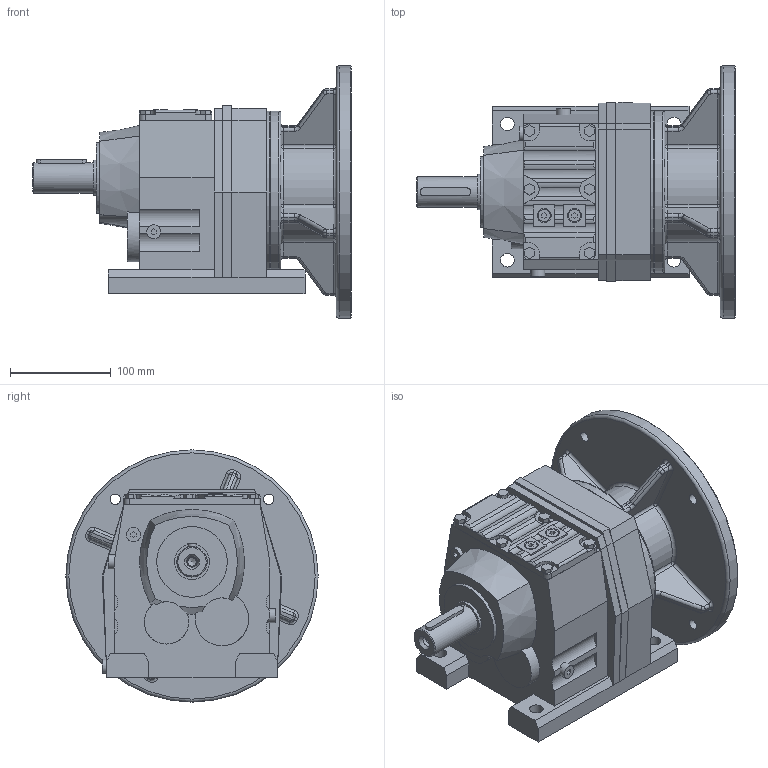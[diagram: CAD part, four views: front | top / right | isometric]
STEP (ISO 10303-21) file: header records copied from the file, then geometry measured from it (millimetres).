
FILE_DESCRIPTION(('STEP AP203'), '1');
FILE_NAME('凎劌膷闉 R47', '', ('UNSPECIFIED'), ('UNSPECIFIED'), 'ASCON STEP Converter 1.3', 'ASCON Math Kernel', '');
FILE_SCHEMA(('CONFIG_CONTROL_DESIGN'));
Length unit declared in the file: millimetre
Products named in the file (11): 1; 2; 3; 4; 5; 6; 7; 8; 9
Assembly tree (10 placements, depth 2):
  (unnamed)
    1
    2
    3
    4
    5
    6
    7
    8
    9
    (unnamed)
Bounding box: 316 x 250 x 250 mm (x, y, z)
Volume: 4981609.9 mm3; surface area: 411101.1 mm2
Topology: 10 solids, 10 shells, 547 faces, 1296 edges, 796 vertices
Faces by surface type: plane 296, cylinder 166, torus 43, cone 26, bspline 16
Full cylindrical faces by diameter (mm): 6 x2, 8 x4, 8.5 x2, 9 x4, 10.25 x4, 10.5 x1, 12 x2, 13.5 x4, 14 x6, 30 x1, 35 x1, 62 x1, 70 x1, 75 x1, 85 x3, 86 x1, 88.5 x1, 110 x2, 112 x1, 160 x2, 178 x1, 180 x1, 250 x1
Entity records: 22896 total; most frequent: CARTESIAN_POINT 5538, DIRECTION 2614, ORIENTED_EDGE 2418, EDGE_CURVE 1209, AXIS2_PLACEMENT_3D 928, VERTEX_POINT 795, LINE 758, VECTOR 758
